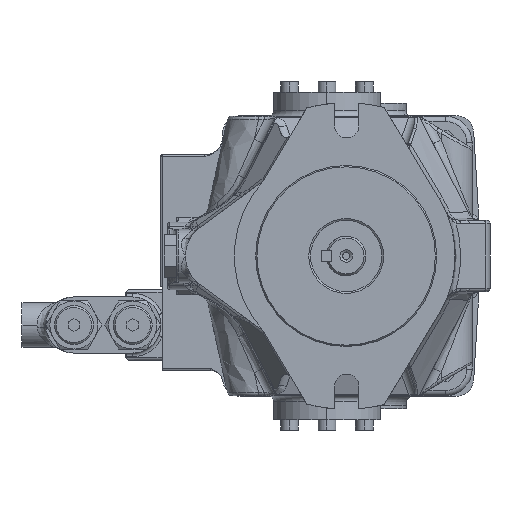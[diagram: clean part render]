
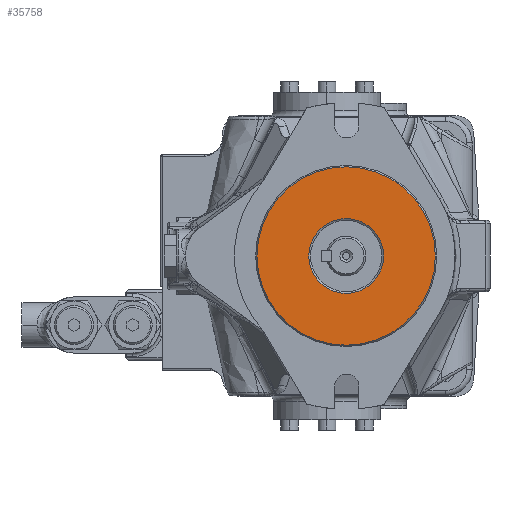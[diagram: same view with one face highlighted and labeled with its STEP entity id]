
A CAD part, left-side view. The second image highlights one B-rep face of the part: STEP entity #35758.
In plain terms, the highlighted planar face has unit normal (-1, 0, 0).
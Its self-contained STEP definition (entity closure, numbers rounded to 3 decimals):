
#13127 = VERTEX_POINT ( 'NONE', #17372 ) ;
#13150 = VERTEX_POINT ( 'NONE', #17401 ) ;
#13158 = VERTEX_POINT ( 'NONE', #17409 ) ;
#13199 = VERTEX_POINT ( 'NONE', #17450 ) ;
#17372 = CARTESIAN_POINT ( 'NONE',  ( -115.75, 80.75, -21. ) ) ;
#17401 = CARTESIAN_POINT ( 'NONE',  ( -115.75, 80.75, 21. ) ) ;
#17409 = CARTESIAN_POINT ( 'NONE',  ( -115.75, 80.75, 50.073 ) ) ;
#17450 = CARTESIAN_POINT ( 'NONE',  ( -115.75, 80.75, -50.073 ) ) ;
#27890 = AXIS2_PLACEMENT_3D ( 'NONE', #32870, #32871, #32872 ) ;
#28358 = CIRCLE ( 'NONE', #28361, 21. ) ;
#28361 = AXIS2_PLACEMENT_3D ( 'NONE', #48619, #48621, #48623 ) ;
#28501 = CIRCLE ( 'NONE', #28504, 50.073 ) ;
#28504 = AXIS2_PLACEMENT_3D ( 'NONE', #49281, #49282, #49283 ) ;
#31540 = ORIENTED_EDGE ( 'NONE', *, *, #33951, .T. ) ;
#31542 = ORIENTED_EDGE ( 'NONE', *, *, #46186, .T. ) ;
#31544 = ORIENTED_EDGE ( 'NONE', *, *, #46089, .T. ) ;
#31546 = ORIENTED_EDGE ( 'NONE', *, *, #33952, .T. ) ;
#32858 = FACE_OUTER_BOUND ( 'NONE', #44743, .T. ) ;
#32860 = FACE_BOUND ( 'NONE', #44502, .T. ) ;
#32861 = PLANE ( 'NONE',  #27890 ) ;
#32870 = CARTESIAN_POINT ( 'NONE',  ( -115.75, 80.75, 0. ) ) ;
#32871 = DIRECTION ( 'NONE',  ( -1., 0., 0. ) ) ;
#32872 = DIRECTION ( 'NONE',  ( 0., 0., 1. ) ) ;
#33951 = EDGE_CURVE ( 'NONE', #13199, #13158, #57844, .T. ) ;
#33952 = EDGE_CURVE ( 'NONE', #13127, #13150, #57848, .T. ) ;
#35758 = ADVANCED_FACE ( 'NONE', ( #32858, #32860 ), #32861, .T. ) ;
#44502 = EDGE_LOOP ( 'NONE', ( #31544, #31546 ) ) ;
#44743 = EDGE_LOOP ( 'NONE', ( #31540, #31542 ) ) ;
#46089 = EDGE_CURVE ( 'NONE', #13150, #13127, #28358, .T. ) ;
#46186 = EDGE_CURVE ( 'NONE', #13158, #13199, #28501, .T. ) ;
#48619 = CARTESIAN_POINT ( 'NONE',  ( -115.75, 80.75, 0. ) ) ;
#48621 = DIRECTION ( 'NONE',  ( 1., 0., 0. ) ) ;
#48623 = DIRECTION ( 'NONE',  ( 0., 0., 1. ) ) ;
#49281 = CARTESIAN_POINT ( 'NONE',  ( -115.75, 80.75, 0. ) ) ;
#49282 = DIRECTION ( 'NONE',  ( -1., 0., 0. ) ) ;
#49283 = DIRECTION ( 'NONE',  ( 0., 0., 1. ) ) ;
#57603 = CARTESIAN_POINT ( 'NONE',  ( -115.75, 80.75, 0. ) ) ;
#57604 = DIRECTION ( 'NONE',  ( -1., 0., 0. ) ) ;
#57605 = DIRECTION ( 'NONE',  ( 0., 0., 1. ) ) ;
#57606 = CARTESIAN_POINT ( 'NONE',  ( -115.75, 80.75, 0. ) ) ;
#57607 = DIRECTION ( 'NONE',  ( 1., 0., 0. ) ) ;
#57608 = DIRECTION ( 'NONE',  ( 0., 0., 1. ) ) ;
#57844 = CIRCLE ( 'NONE', #57851, 50.073 ) ;
#57848 = CIRCLE ( 'NONE', #57853, 21. ) ;
#57851 = AXIS2_PLACEMENT_3D ( 'NONE', #57603, #57604, #57605 ) ;
#57853 = AXIS2_PLACEMENT_3D ( 'NONE', #57606, #57607, #57608 ) ;
